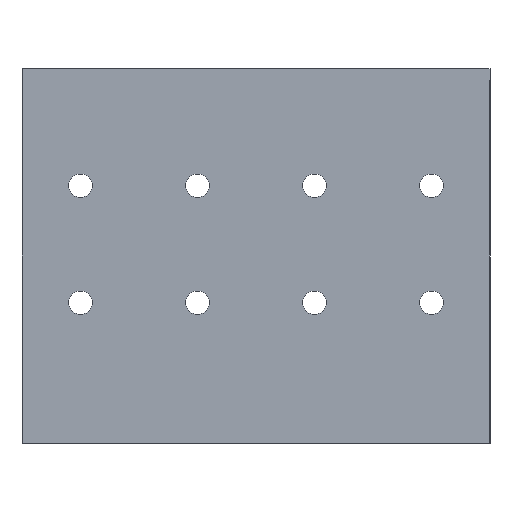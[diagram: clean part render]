
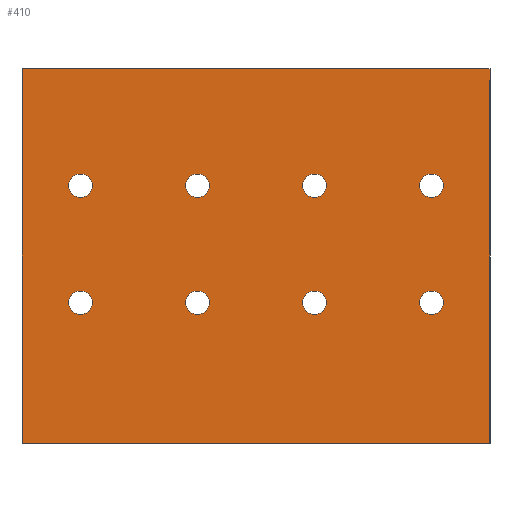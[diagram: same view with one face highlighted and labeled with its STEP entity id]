
A CAD part, front view. The second image highlights one B-rep face of the part: STEP entity #410.
In plain terms, the highlighted planar face has unit normal (0, -1, 0).
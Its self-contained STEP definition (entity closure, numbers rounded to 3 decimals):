
#19=FACE_BOUND('',#89,.T.);
#20=FACE_BOUND('',#90,.T.);
#21=FACE_BOUND('',#91,.T.);
#22=FACE_BOUND('',#92,.T.);
#23=FACE_BOUND('',#93,.T.);
#24=FACE_BOUND('',#94,.T.);
#25=FACE_BOUND('',#95,.T.);
#26=FACE_BOUND('',#96,.T.);
#36=PLANE('',#470);
#62=FACE_OUTER_BOUND('',#88,.T.);
#88=EDGE_LOOP('',(#345,#346,#347,#348));
#89=EDGE_LOOP('',(#349));
#90=EDGE_LOOP('',(#350));
#91=EDGE_LOOP('',(#351));
#92=EDGE_LOOP('',(#352));
#93=EDGE_LOOP('',(#353));
#94=EDGE_LOOP('',(#354));
#95=EDGE_LOOP('',(#355));
#96=EDGE_LOOP('',(#356));
#125=LINE('',#685,#153);
#129=LINE('',#693,#157);
#130=LINE('',#695,#158);
#131=LINE('',#696,#159);
#153=VECTOR('',#575,10.);
#157=VECTOR('',#581,10.);
#158=VECTOR('',#582,10.);
#159=VECTOR('',#583,10.);
#166=CIRCLE('',#431,2.518);
#168=CIRCLE('',#434,2.518);
#170=CIRCLE('',#437,2.518);
#172=CIRCLE('',#440,2.518);
#174=CIRCLE('',#443,2.518);
#176=CIRCLE('',#446,2.518);
#178=CIRCLE('',#449,2.518);
#180=CIRCLE('',#452,2.518);
#190=VERTEX_POINT('',#601);
#192=VERTEX_POINT('',#607);
#194=VERTEX_POINT('',#613);
#196=VERTEX_POINT('',#619);
#198=VERTEX_POINT('',#625);
#200=VERTEX_POINT('',#631);
#202=VERTEX_POINT('',#637);
#204=VERTEX_POINT('',#643);
#217=VERTEX_POINT('',#683);
#218=VERTEX_POINT('',#684);
#221=VERTEX_POINT('',#692);
#222=VERTEX_POINT('',#694);
#227=EDGE_CURVE('',#190,#190,#166,.T.);
#230=EDGE_CURVE('',#192,#192,#168,.T.);
#233=EDGE_CURVE('',#194,#194,#170,.T.);
#236=EDGE_CURVE('',#196,#196,#172,.T.);
#239=EDGE_CURVE('',#198,#198,#174,.T.);
#242=EDGE_CURVE('',#200,#200,#176,.T.);
#245=EDGE_CURVE('',#202,#202,#178,.T.);
#248=EDGE_CURVE('',#204,#204,#180,.T.);
#265=EDGE_CURVE('',#217,#218,#125,.T.);
#269=EDGE_CURVE('',#218,#221,#129,.T.);
#270=EDGE_CURVE('',#222,#221,#130,.T.);
#271=EDGE_CURVE('',#217,#222,#131,.T.);
#345=ORIENTED_EDGE('',*,*,#265,.T.);
#346=ORIENTED_EDGE('',*,*,#269,.T.);
#347=ORIENTED_EDGE('',*,*,#270,.F.);
#348=ORIENTED_EDGE('',*,*,#271,.F.);
#349=ORIENTED_EDGE('',*,*,#227,.T.);
#350=ORIENTED_EDGE('',*,*,#230,.T.);
#351=ORIENTED_EDGE('',*,*,#233,.T.);
#352=ORIENTED_EDGE('',*,*,#236,.T.);
#353=ORIENTED_EDGE('',*,*,#239,.T.);
#354=ORIENTED_EDGE('',*,*,#242,.T.);
#355=ORIENTED_EDGE('',*,*,#245,.T.);
#356=ORIENTED_EDGE('',*,*,#248,.T.);
#410=ADVANCED_FACE('',(#62,#19,#20,#21,#22,#23,#24,#25,#26),#36,.T.);
#431=AXIS2_PLACEMENT_3D('',#603,#482,#483);
#434=AXIS2_PLACEMENT_3D('',#609,#489,#490);
#437=AXIS2_PLACEMENT_3D('',#615,#496,#497);
#440=AXIS2_PLACEMENT_3D('',#621,#503,#504);
#443=AXIS2_PLACEMENT_3D('',#627,#510,#511);
#446=AXIS2_PLACEMENT_3D('',#633,#517,#518);
#449=AXIS2_PLACEMENT_3D('',#639,#524,#525);
#452=AXIS2_PLACEMENT_3D('',#645,#531,#532);
#470=AXIS2_PLACEMENT_3D('',#691,#579,#580);
#482=DIRECTION('center_axis',(0.,1.,0.));
#483=DIRECTION('ref_axis',(0.,0.,1.));
#489=DIRECTION('center_axis',(0.,1.,0.));
#490=DIRECTION('ref_axis',(0.,0.,1.));
#496=DIRECTION('center_axis',(0.,1.,0.));
#497=DIRECTION('ref_axis',(0.,0.,1.));
#503=DIRECTION('center_axis',(0.,1.,0.));
#504=DIRECTION('ref_axis',(0.,0.,1.));
#510=DIRECTION('center_axis',(0.,1.,0.));
#511=DIRECTION('ref_axis',(0.,0.,1.));
#517=DIRECTION('center_axis',(0.,1.,0.));
#518=DIRECTION('ref_axis',(0.,0.,1.));
#524=DIRECTION('center_axis',(0.,1.,0.));
#525=DIRECTION('ref_axis',(0.,0.,1.));
#531=DIRECTION('center_axis',(0.,1.,0.));
#532=DIRECTION('ref_axis',(0.,0.,1.));
#575=DIRECTION('',(1.,0.,0.));
#579=DIRECTION('center_axis',(0.,-1.,0.));
#580=DIRECTION('ref_axis',(1.,0.,0.));
#581=DIRECTION('',(0.,0.,1.));
#582=DIRECTION('',(1.,0.,0.));
#583=DIRECTION('',(0.,0.,1.));
#601=CARTESIAN_POINT('',(-0.5,-180.7,280.827));
#603=CARTESIAN_POINT('Origin',(-0.5,-180.7,283.345));
#607=CARTESIAN_POINT('',(-50.5,-180.7,280.827));
#609=CARTESIAN_POINT('Origin',(-50.5,-180.7,283.345));
#613=CARTESIAN_POINT('',(-25.5,-180.7,305.827));
#615=CARTESIAN_POINT('Origin',(-25.5,-180.7,308.345));
#619=CARTESIAN_POINT('',(24.5,-180.7,305.827));
#621=CARTESIAN_POINT('Origin',(24.5,-180.7,308.345));
#625=CARTESIAN_POINT('',(-0.5,-180.7,305.827));
#627=CARTESIAN_POINT('Origin',(-0.5,-180.7,308.345));
#631=CARTESIAN_POINT('',(-50.5,-180.7,305.827));
#633=CARTESIAN_POINT('Origin',(-50.5,-180.7,308.345));
#637=CARTESIAN_POINT('',(-25.5,-180.7,280.827));
#639=CARTESIAN_POINT('Origin',(-25.5,-180.7,283.345));
#643=CARTESIAN_POINT('',(24.5,-180.7,280.827));
#645=CARTESIAN_POINT('Origin',(24.5,-180.7,283.345));
#683=CARTESIAN_POINT('',(-63.,-180.7,253.345));
#684=CARTESIAN_POINT('',(37.,-180.7,253.345));
#685=CARTESIAN_POINT('',(-42.763,-180.7,253.345));
#691=CARTESIAN_POINT('Origin',(-72.525,-180.7,243.345));
#692=CARTESIAN_POINT('',(37.,-180.7,333.345));
#693=CARTESIAN_POINT('',(37.,-180.7,253.345));
#694=CARTESIAN_POINT('',(-63.,-180.7,333.345));
#695=CARTESIAN_POINT('',(-42.762,-180.7,333.345));
#696=CARTESIAN_POINT('',(-63.,-180.7,253.345));
